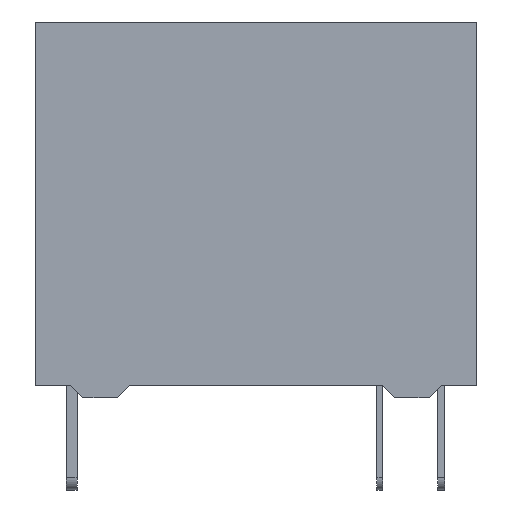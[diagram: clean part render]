
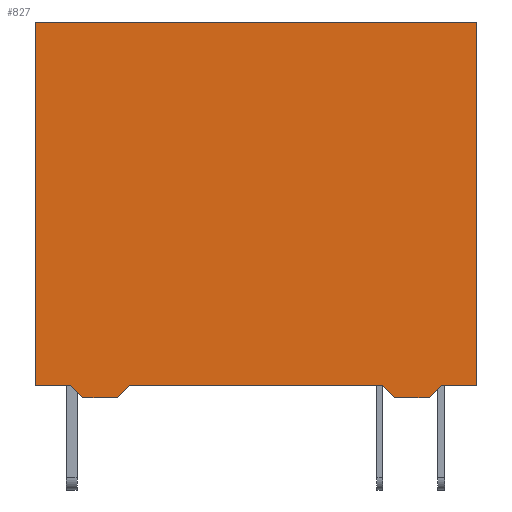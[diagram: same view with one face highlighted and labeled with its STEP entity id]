
A CAD part, left-side view. The second image highlights one B-rep face of the part: STEP entity #827.
In plain terms, the highlighted planar face has unit normal (-1, 0, 0).
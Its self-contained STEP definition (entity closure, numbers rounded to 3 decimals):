
#54=FACE_OUTER_BOUND('',#100,.T.);
#100=EDGE_LOOP('',(#666,#667,#668,#669,#670,#671,#672,#673,#674,#675,#676,
#677));
#155=LINE('',#1218,#255);
#163=LINE('',#1234,#263);
#165=LINE('',#1239,#265);
#173=LINE('',#1255,#273);
#177=LINE('',#1261,#277);
#178=LINE('',#1262,#278);
#179=LINE('',#1264,#279);
#194=LINE('',#1289,#294);
#197=LINE('',#1294,#297);
#198=LINE('',#1296,#298);
#203=LINE('',#1308,#303);
#204=LINE('',#1311,#304);
#255=VECTOR('',#994,10.);
#263=VECTOR('',#1006,10.);
#265=VECTOR('',#1010,10.);
#273=VECTOR('',#1022,10.);
#277=VECTOR('',#1028,10.);
#278=VECTOR('',#1029,10.);
#279=VECTOR('',#1030,10.);
#294=VECTOR('',#1047,10.);
#297=VECTOR('',#1052,10.);
#298=VECTOR('',#1055,10.);
#303=VECTOR('',#1074,10.);
#304=VECTOR('',#1079,10.);
#362=VERTEX_POINT('',#1216);
#363=VERTEX_POINT('',#1217);
#368=VERTEX_POINT('',#1231);
#369=VERTEX_POINT('',#1233);
#370=VERTEX_POINT('',#1237);
#371=VERTEX_POINT('',#1238);
#376=VERTEX_POINT('',#1252);
#377=VERTEX_POINT('',#1254);
#378=VERTEX_POINT('',#1259);
#379=VERTEX_POINT('',#1263);
#388=VERTEX_POINT('',#1288);
#389=VERTEX_POINT('',#1292);
#443=EDGE_CURVE('',#362,#363,#155,.T.);
#451=EDGE_CURVE('',#368,#369,#163,.T.);
#453=EDGE_CURVE('',#370,#371,#165,.T.);
#461=EDGE_CURVE('',#376,#377,#173,.T.);
#465=EDGE_CURVE('',#362,#378,#177,.T.);
#466=EDGE_CURVE('',#370,#369,#178,.T.);
#467=EDGE_CURVE('',#379,#377,#179,.T.);
#482=EDGE_CURVE('',#379,#388,#194,.T.);
#485=EDGE_CURVE('',#378,#389,#197,.T.);
#486=EDGE_CURVE('',#388,#389,#198,.T.);
#491=EDGE_CURVE('',#363,#368,#203,.T.);
#492=EDGE_CURVE('',#371,#376,#204,.T.);
#666=ORIENTED_EDGE('',*,*,#443,.F.);
#667=ORIENTED_EDGE('',*,*,#465,.T.);
#668=ORIENTED_EDGE('',*,*,#485,.T.);
#669=ORIENTED_EDGE('',*,*,#486,.F.);
#670=ORIENTED_EDGE('',*,*,#482,.F.);
#671=ORIENTED_EDGE('',*,*,#467,.T.);
#672=ORIENTED_EDGE('',*,*,#461,.F.);
#673=ORIENTED_EDGE('',*,*,#492,.F.);
#674=ORIENTED_EDGE('',*,*,#453,.F.);
#675=ORIENTED_EDGE('',*,*,#466,.T.);
#676=ORIENTED_EDGE('',*,*,#451,.F.);
#677=ORIENTED_EDGE('',*,*,#491,.F.);
#742=PLANE('',#891);
#827=ADVANCED_FACE('',(#54),#742,.T.);
#891=AXIS2_PLACEMENT_3D('',#1310,#1077,#1078);
#994=DIRECTION('',(0.,0.707,-0.707));
#1006=DIRECTION('',(0.,0.707,0.707));
#1010=DIRECTION('',(0.,0.707,-0.707));
#1022=DIRECTION('',(0.,0.707,0.707));
#1028=DIRECTION('',(0.,-1.,0.));
#1029=DIRECTION('',(0.,-1.,0.));
#1030=DIRECTION('',(0.,-1.,0.));
#1047=DIRECTION('',(0.,0.,1.));
#1052=DIRECTION('',(0.,0.,1.));
#1055=DIRECTION('',(0.,-1.,0.));
#1074=DIRECTION('',(0.,1.,0.));
#1077=DIRECTION('center_axis',(-1.,0.,0.));
#1078=DIRECTION('ref_axis',(0.,1.,0.));
#1079=DIRECTION('',(0.,1.,0.));
#1216=CARTESIAN_POINT('',(0.,1.46,0.));
#1217=CARTESIAN_POINT('',(0.,1.96,-0.5));
#1218=CARTESIAN_POINT('',(0.,4.8,-3.34));
#1231=CARTESIAN_POINT('',(0.,3.38,-0.5));
#1233=CARTESIAN_POINT('',(0.,3.88,0.));
#1234=CARTESIAN_POINT('',(0.,6.365,2.485));
#1237=CARTESIAN_POINT('',(0.,14.32,0.));
#1238=CARTESIAN_POINT('',(0.,14.82,-0.5));
#1239=CARTESIAN_POINT('',(0.,14.445,-0.125));
#1252=CARTESIAN_POINT('',(0.,16.24,-0.5));
#1254=CARTESIAN_POINT('',(0.,16.74,0.));
#1255=CARTESIAN_POINT('',(0.,16.01,-0.73));
#1259=CARTESIAN_POINT('',(0.,0.,0.));
#1261=CARTESIAN_POINT('',(0.,18.2,0.));
#1262=CARTESIAN_POINT('',(0.,18.2,0.));
#1263=CARTESIAN_POINT('',(0.,18.2,0.));
#1264=CARTESIAN_POINT('',(0.,18.2,0.));
#1288=CARTESIAN_POINT('',(0.,18.2,15.));
#1289=CARTESIAN_POINT('',(0.,18.2,0.));
#1292=CARTESIAN_POINT('',(0.,0.,15.));
#1294=CARTESIAN_POINT('',(0.,0.,0.));
#1296=CARTESIAN_POINT('',(0.,18.2,15.));
#1308=CARTESIAN_POINT('',(0.,1.46,-0.5));
#1310=CARTESIAN_POINT('Origin',(0.,14.32,0.));
#1311=CARTESIAN_POINT('',(0.,16.74,-0.5));
